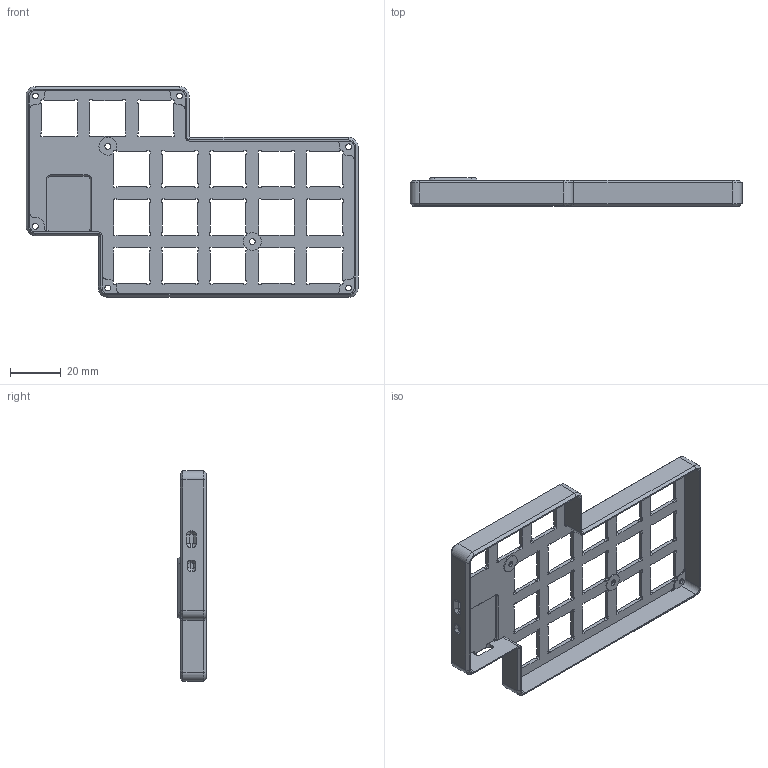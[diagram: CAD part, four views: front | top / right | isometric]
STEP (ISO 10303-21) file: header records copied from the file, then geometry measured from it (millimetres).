
FILE_DESCRIPTION(/* description */ (''),/* implementation_level */ '2;1');
FILE_NAME(/* name */ 'Non Nemo Low Profile Shells - Right.step',/* time_stamp */ '2025-04-14T01:08:16+08:00',/* author */ (''),/* organization */ (''),/* preprocessor_version */ 'ST-DEVELOPER v20.1',/* originating_system */ 'Autodesk Translation Framework v14.4.0.0',/* authorisation */ '');
FILE_SCHEMA (('AUTOMOTIVE_DESIGN { 1 0 10303 214 3 1 1 }'));
Length unit declared in the file: millimetre
Products named in the file (1): Non Nemo Low Profile Shells
Bounding box: 130.7 x 11.2 x 83 mm (x, y, z)
Volume: 12712.1 mm3; surface area: 19619.6 mm2
Topology: 1 solids, 1 shells, 850 faces, 2431 edges, 1601 vertices
Faces by surface type: plane 485, cylinder 294, bspline 39, cone 32
Full cylindrical faces by diameter (mm): 2.3 x8, 4.4 x8
Entity records: 28227 total; most frequent: CARTESIAN_POINT 5550, ORIENTED_EDGE 4862, DIRECTION 4606, EDGE_CURVE 2431, LINE 1720, VECTOR 1720, VERTEX_POINT 1601, AXIS2_PLACEMENT_3D 1443
